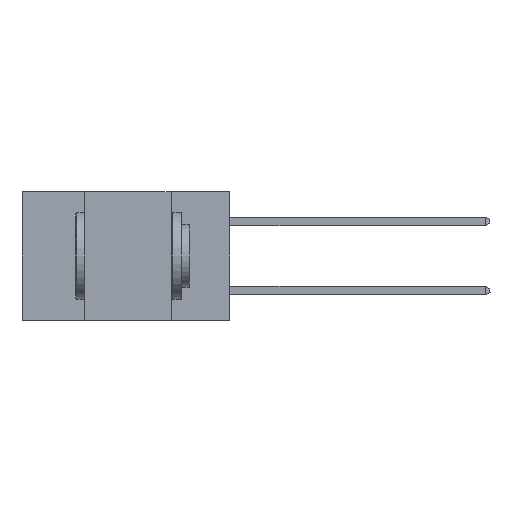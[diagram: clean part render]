
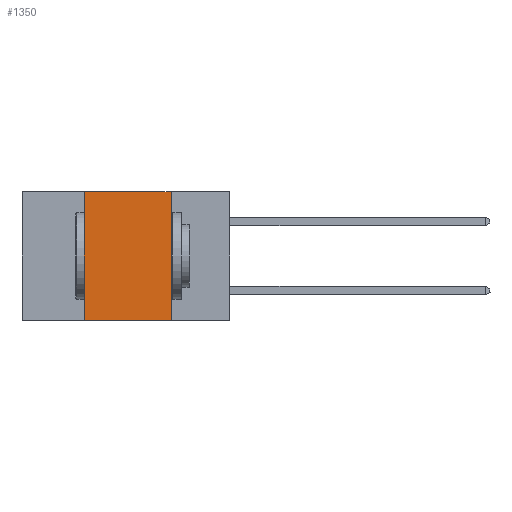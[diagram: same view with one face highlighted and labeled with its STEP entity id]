
A CAD part, left-side view. The second image highlights one B-rep face of the part: STEP entity #1350.
In plain terms, the highlighted planar face has unit normal (-1, 0, 0).
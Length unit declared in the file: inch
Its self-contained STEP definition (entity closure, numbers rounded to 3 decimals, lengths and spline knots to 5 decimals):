
#163 = PLANE ( 'NONE',  #1838 ) ;
#799 = DIRECTION ( 'NONE',  ( 0., 0., -1. ) ) ;
#1099 = FACE_OUTER_BOUND ( 'NONE', #8284, .T. ) ;
#1350 = ADVANCED_FACE ( 'NONE', ( #1099 ), #163, .F. ) ;
#1522 = VECTOR ( 'NONE', #9836, 39.37008 ) ;
#1838 = AXIS2_PLACEMENT_3D ( 'NONE', #6530, #8443, #9301 ) ;
#1947 = LINE ( 'NONE', #5183, #1522 ) ;
#2250 = CARTESIAN_POINT ( 'NONE',  ( 0., 0.42, 0. ) ) ;
#4213 = CARTESIAN_POINT ( 'NONE',  ( 0., 0.42, 0. ) ) ;
#4304 = VERTEX_POINT ( 'NONE', #4213 ) ;
#4345 = CARTESIAN_POINT ( 'NONE',  ( 0., 0.17, 0. ) ) ;
#4899 = ORIENTED_EDGE ( 'NONE', *, *, #10562, .T. ) ;
#4931 = EDGE_CURVE ( 'NONE', #4304, #6526, #8577, .T. ) ;
#5014 = CARTESIAN_POINT ( 'NONE',  ( 0., 0.42, -0.37 ) ) ;
#5183 = CARTESIAN_POINT ( 'NONE',  ( 0., 0.6, -0.37 ) ) ;
#5862 = VECTOR ( 'NONE', #8666, 39.37008 ) ;
#5937 = CARTESIAN_POINT ( 'NONE',  ( 0., 0.17, -0.37 ) ) ;
#6278 = LINE ( 'NONE', #4345, #10038 ) ;
#6526 = VERTEX_POINT ( 'NONE', #10920 ) ;
#6530 = CARTESIAN_POINT ( 'NONE',  ( 0., 0.6, 0. ) ) ;
#6629 = ORIENTED_EDGE ( 'NONE', *, *, #7889, .F. ) ;
#6780 = ORIENTED_EDGE ( 'NONE', *, *, #4931, .F. ) ;
#7125 = VERTEX_POINT ( 'NONE', #5014 ) ;
#7292 = VECTOR ( 'NONE', #10733, 39.37008 ) ;
#7889 = EDGE_CURVE ( 'NONE', #6526, #11767, #6278, .T. ) ;
#8269 = EDGE_CURVE ( 'NONE', #7125, #4304, #8276, .T. ) ;
#8276 = LINE ( 'NONE', #2250, #5862 ) ;
#8284 = EDGE_LOOP ( 'NONE', ( #6629, #6780, #9292, #4899 ) ) ;
#8443 = DIRECTION ( 'NONE',  ( 1., 0., 0. ) ) ;
#8577 = LINE ( 'NONE', #11613, #7292 ) ;
#8666 = DIRECTION ( 'NONE',  ( 0., 0., 1. ) ) ;
#9292 = ORIENTED_EDGE ( 'NONE', *, *, #8269, .F. ) ;
#9301 = DIRECTION ( 'NONE',  ( 0., 0., -1. ) ) ;
#9836 = DIRECTION ( 'NONE',  ( 0., -1., 0. ) ) ;
#10038 = VECTOR ( 'NONE', #799, 39.37008 ) ;
#10562 = EDGE_CURVE ( 'NONE', #7125, #11767, #1947, .T. ) ;
#10733 = DIRECTION ( 'NONE',  ( 0., -1., 0. ) ) ;
#10920 = CARTESIAN_POINT ( 'NONE',  ( 0., 0.17, 0. ) ) ;
#11613 = CARTESIAN_POINT ( 'NONE',  ( 0., 0.6, 0. ) ) ;
#11767 = VERTEX_POINT ( 'NONE', #5937 ) ;
